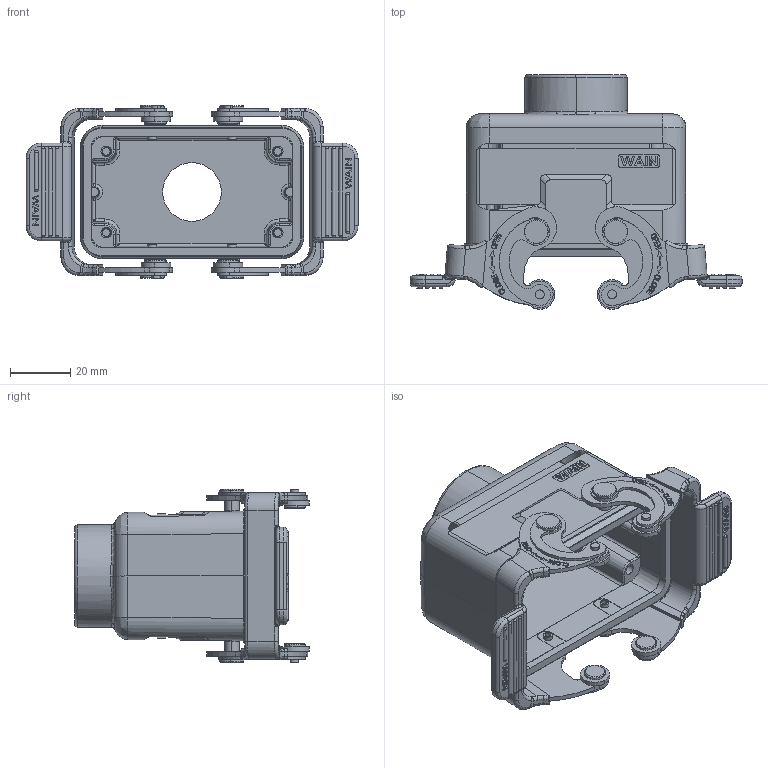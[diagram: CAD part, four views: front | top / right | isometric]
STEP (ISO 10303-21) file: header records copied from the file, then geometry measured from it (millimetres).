
FILE_DESCRIPTION((''),'2;1');
FILE_NAME('3D_1111104101001_W10B-TE-2B-M20','2017-10-10T',('sy.ji'),(''),'PRO/ENGINEER BY PARAMETRIC TECHNOLOGY CORPORATION, 2014310','PRO/ENGINEER BY PARAMETRIC TECHNOLOGY CORPORATION, 2014310','');
FILE_SCHEMA(('CONFIG_CONTROL_DESIGN'));
Products named in the file (1): 3D_1111104101001_W10B-TE-2B-M20
Bounding box: 110.3 x 77.9 x 57.5 mm (x, y, z)
Volume: 62958.2 mm3; surface area: 41307.3 mm2
Topology: 1 solids, 1 shells, 1591 faces, 4244 edges, 2800 vertices
Faces by surface type: plane 789, cylinder 350, extrusion 154, bspline 110, torus 80, cone 72, sphere 36
Entity records: 64507 total; most frequent: CARTESIAN_POINT 17591, ORIENTED_EDGE 8460, DIRECTION 7414, EDGE_CURVE 4230, VERTEX_POINT 2800, VECTOR 2518, AXIS2_PLACEMENT_3D 2448, LINE 2364
